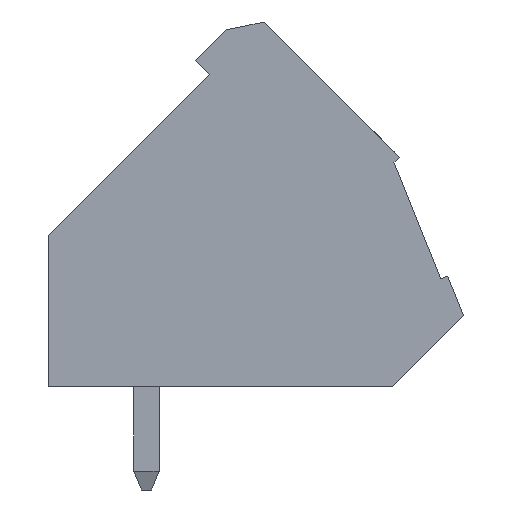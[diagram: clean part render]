
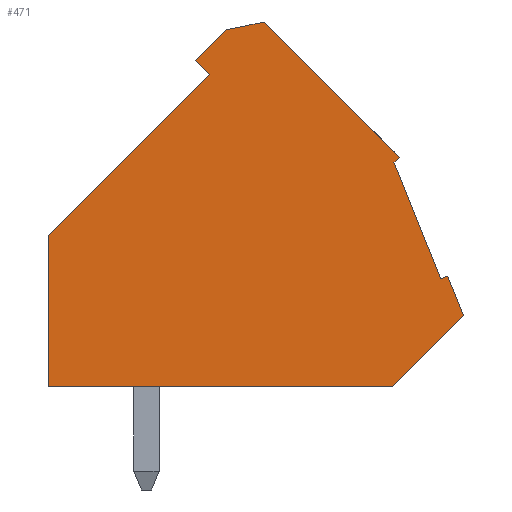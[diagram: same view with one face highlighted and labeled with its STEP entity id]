
A CAD part, left-side view. The second image highlights one B-rep face of the part: STEP entity #471.
In plain terms, the highlighted planar face has unit normal (-1, 0, 0).
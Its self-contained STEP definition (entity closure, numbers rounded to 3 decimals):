
#471 = ADVANCED_FACE( '', ( #1076 ), #1077, .F. );
#1076 = FACE_OUTER_BOUND( '', #1846, .T. );
#1077 = PLANE( '', #1847 );
#1846 = EDGE_LOOP( '', ( #2983, #2984, #2985, #2986, #2987, #2988, #2989, #2990, #2991, #2992, #2993, #2994 ) );
#1847 = AXIS2_PLACEMENT_3D( '', #2995, #2996, #2997 );
#2983 = ORIENTED_EDGE( '', *, *, #5141, .F. );
#2984 = ORIENTED_EDGE( '', *, *, #5142, .F. );
#2985 = ORIENTED_EDGE( '', *, *, #5143, .F. );
#2986 = ORIENTED_EDGE( '', *, *, #5144, .F. );
#2987 = ORIENTED_EDGE( '', *, *, #5145, .F. );
#2988 = ORIENTED_EDGE( '', *, *, #5146, .F. );
#2989 = ORIENTED_EDGE( '', *, *, #5147, .F. );
#2990 = ORIENTED_EDGE( '', *, *, #5148, .F. );
#2991 = ORIENTED_EDGE( '', *, *, #5109, .F. );
#2992 = ORIENTED_EDGE( '', *, *, #5149, .F. );
#2993 = ORIENTED_EDGE( '', *, *, #5150, .F. );
#2994 = ORIENTED_EDGE( '', *, *, #5151, .F. );
#2995 = CARTESIAN_POINT( '', ( -13.4, 0., 0. ) );
#2996 = DIRECTION( '', ( 1., 0., 0. ) );
#2997 = DIRECTION( '', ( 0., 0., -1. ) );
#5109 = EDGE_CURVE( '', #6286, #6287, #6288, .T. );
#5141 = EDGE_CURVE( '', #6340, #6341, #6342, .T. );
#5142 = EDGE_CURVE( '', #6343, #6340, #6344, .T. );
#5143 = EDGE_CURVE( '', #6345, #6343, #6346, .T. );
#5144 = EDGE_CURVE( '', #6347, #6345, #6348, .T. );
#5145 = EDGE_CURVE( '', #6349, #6347, #6350, .T. );
#5146 = EDGE_CURVE( '', #6351, #6349, #6352, .T. );
#5147 = EDGE_CURVE( '', #6353, #6351, #6354, .T. );
#5148 = EDGE_CURVE( '', #6287, #6353, #6355, .T. );
#5149 = EDGE_CURVE( '', #6356, #6286, #6357, .T. );
#5150 = EDGE_CURVE( '', #6358, #6356, #6359, .T. );
#5151 = EDGE_CURVE( '', #6341, #6358, #6360, .T. );
#6286 = VERTEX_POINT( '', #7949 );
#6287 = VERTEX_POINT( '', #7950 );
#6288 = LINE( '', #7951, #7952 );
#6340 = VERTEX_POINT( '', #8027 );
#6341 = VERTEX_POINT( '', #8028 );
#6342 = LINE( '', #8029, #8030 );
#6343 = VERTEX_POINT( '', #8031 );
#6344 = LINE( '', #8032, #8033 );
#6345 = VERTEX_POINT( '', #8034 );
#6346 = LINE( '', #8035, #8036 );
#6347 = VERTEX_POINT( '', #8037 );
#6348 = LINE( '', #8038, #8039 );
#6349 = VERTEX_POINT( '', #8040 );
#6350 = LINE( '', #8041, #8042 );
#6351 = VERTEX_POINT( '', #8043 );
#6352 = LINE( '', #8044, #8045 );
#6353 = VERTEX_POINT( '', #8046 );
#6354 = LINE( '', #8047, #8048 );
#6355 = LINE( '', #8049, #8050 );
#6356 = VERTEX_POINT( '', #8051 );
#6357 = LINE( '', #8052, #8053 );
#6358 = VERTEX_POINT( '', #8054 );
#6359 = LINE( '', #8055, #8056 );
#6360 = LINE( '', #8057, #8058 );
#7949 = CARTESIAN_POINT( '', ( -13.4, 0.422, 9.414 ) );
#7950 = CARTESIAN_POINT( '', ( -13.4, 0.987, 9.98 ) );
#7951 = CARTESIAN_POINT( '', ( -13.4, 0.422, 9.414 ) );
#7952 = VECTOR( '', #9492, 1000. );
#8027 = CARTESIAN_POINT( '', ( -13.4, -9.664, -0.172 ) );
#8028 = CARTESIAN_POINT( '', ( -13.4, -6.836, -3. ) );
#8029 = CARTESIAN_POINT( '', ( -13.4, -9.664, -0.172 ) );
#8030 = VECTOR( '', #9519, 1000. );
#8031 = CARTESIAN_POINT( '', ( -13.4, -9.031, 1.406 ) );
#8032 = CARTESIAN_POINT( '', ( -13.4, -9.031, 1.406 ) );
#8033 = VECTOR( '', #9520, 1000. );
#8034 = CARTESIAN_POINT( '', ( -13.4, -8.752, 1.294 ) );
#8035 = CARTESIAN_POINT( '', ( -13.4, -8.752, 1.294 ) );
#8036 = VECTOR( '', #9521, 1000. );
#8037 = CARTESIAN_POINT( '', ( -13.4, -6.897, 5.914 ) );
#8038 = CARTESIAN_POINT( '', ( -13.4, -6.897, 5.914 ) );
#8039 = VECTOR( '', #9522, 1000. );
#8040 = CARTESIAN_POINT( '', ( -13.4, -7.109, 6.126 ) );
#8041 = CARTESIAN_POINT( '', ( -13.4, -7.109, 6.126 ) );
#8042 = VECTOR( '', #9523, 1000. );
#8043 = CARTESIAN_POINT( '', ( -13.4, -1.735, 11.5 ) );
#8044 = CARTESIAN_POINT( '', ( -13.4, -1.735, 11.5 ) );
#8045 = VECTOR( '', #9524, 1000. );
#8046 = CARTESIAN_POINT( '', ( -13.4, -0.215, 11.182 ) );
#8047 = CARTESIAN_POINT( '', ( -13.4, -0.215, 11.182 ) );
#8048 = VECTOR( '', #9525, 1000. );
#8049 = CARTESIAN_POINT( '', ( -13.4, 0.987, 9.98 ) );
#8050 = VECTOR( '', #9526, 1000. );
#8051 = CARTESIAN_POINT( '', ( -13.4, 6.836, 3. ) );
#8052 = CARTESIAN_POINT( '', ( -13.4, 6.836, 3. ) );
#8053 = VECTOR( '', #9527, 1000. );
#8054 = CARTESIAN_POINT( '', ( -13.4, 6.836, -3. ) );
#8055 = CARTESIAN_POINT( '', ( -13.4, 6.836, -3. ) );
#8056 = VECTOR( '', #9528, 1000. );
#8057 = CARTESIAN_POINT( '', ( -13.4, -6.836, -3. ) );
#8058 = VECTOR( '', #9529, 1000. );
#9492 = DIRECTION( '', ( 0., 0.707, 0.707 ) );
#9519 = DIRECTION( '', ( 0., 0.707, -0.707 ) );
#9520 = DIRECTION( '', ( 0., -0.373, -0.928 ) );
#9521 = DIRECTION( '', ( 0., -0.928, 0.373 ) );
#9522 = DIRECTION( '', ( 0., -0.373, -0.928 ) );
#9523 = DIRECTION( '', ( 0., 0.707, -0.707 ) );
#9524 = DIRECTION( '', ( 0., -0.707, -0.707 ) );
#9525 = DIRECTION( '', ( 0., -0.979, 0.205 ) );
#9526 = DIRECTION( '', ( 0., -0.707, 0.707 ) );
#9527 = DIRECTION( '', ( 0., -0.707, 0.707 ) );
#9528 = DIRECTION( '', ( 0., 0., 1. ) );
#9529 = DIRECTION( '', ( 0., 1., 0. ) );
